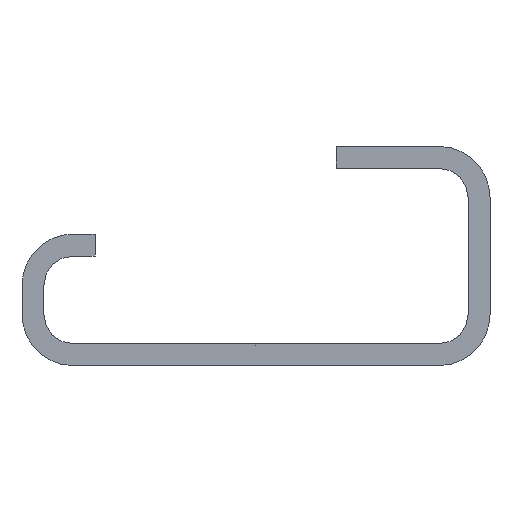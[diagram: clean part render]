
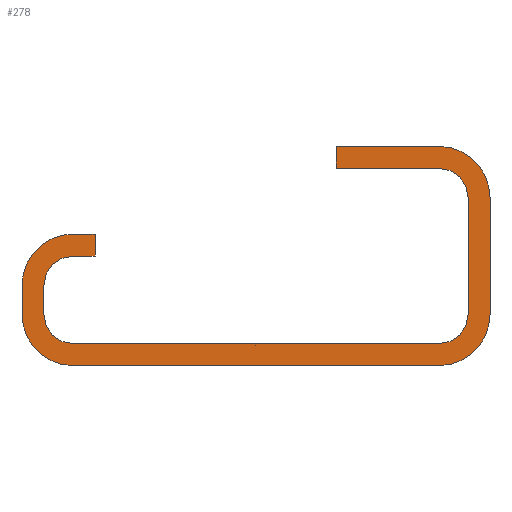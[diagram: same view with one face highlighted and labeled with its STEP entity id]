
A CAD part, left-side view. The second image highlights one B-rep face of the part: STEP entity #278.
In plain terms, the highlighted planar face has unit normal (-1, 0, 0).
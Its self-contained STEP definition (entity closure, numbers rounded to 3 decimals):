
#88=AXIS2_PLACEMENT_3D('Circle Axis2P3D',#86,#87,$) ;
#106=AXIS2_PLACEMENT_3D('Plane Axis2P3D',#103,#104,#105) ;
#133=AXIS2_PLACEMENT_3D('Circle Axis2P3D',#131,#132,$) ;
#147=AXIS2_PLACEMENT_3D('Circle Axis2P3D',#145,#146,$) ;
#175=AXIS2_PLACEMENT_3D('Circle Axis2P3D',#173,#174,$) ;
#189=AXIS2_PLACEMENT_3D('Circle Axis2P3D',#187,#188,$) ;
#201=AXIS2_PLACEMENT_3D('Circle Axis2P3D',#199,#200,$) ;
#229=AXIS2_PLACEMENT_3D('Circle Axis2P3D',#227,#228,$) ;
#243=AXIS2_PLACEMENT_3D('Circle Axis2P3D',#241,#242,$) ;
#41=CARTESIAN_POINT('Vertex',(0.,3.5,0.)) ;
#46=CARTESIAN_POINT('Line Origine',(0.,16.,0.)) ;
#50=CARTESIAN_POINT('Vertex',(0.,28.5,0.)) ;
#81=CARTESIAN_POINT('Vertex',(0.,0.,3.5)) ;
#86=CARTESIAN_POINT('Axis2P3D Location',(0.,3.5,3.5)) ;
#103=CARTESIAN_POINT('Axis2P3D Location',(0.,0.,0.)) ;
#108=CARTESIAN_POINT('Line Origine',(0.,15.965,1.45)) ;
#112=CARTESIAN_POINT('Vertex',(0.,16.,1.4)) ;
#114=CARTESIAN_POINT('Vertex',(0.,15.93,1.5)) ;
#117=CARTESIAN_POINT('Line Origine',(0.,16.035,1.45)) ;
#121=CARTESIAN_POINT('Vertex',(0.,16.07,1.5)) ;
#124=CARTESIAN_POINT('Line Origine',(0.,22.285,1.5)) ;
#128=CARTESIAN_POINT('Vertex',(0.,28.5,1.5)) ;
#131=CARTESIAN_POINT('Axis2P3D Location',(0.,28.5,3.5)) ;
#135=CARTESIAN_POINT('Vertex',(0.,30.5,3.5)) ;
#138=CARTESIAN_POINT('Line Origine',(0.,30.5,4.5)) ;
#142=CARTESIAN_POINT('Vertex',(0.,30.5,5.5)) ;
#145=CARTESIAN_POINT('Axis2P3D Location',(0.,28.5,5.5)) ;
#149=CARTESIAN_POINT('Vertex',(0.,28.5,7.5)) ;
#152=CARTESIAN_POINT('Line Origine',(0.,27.75,7.5)) ;
#156=CARTESIAN_POINT('Vertex',(0.,27.,7.5)) ;
#159=CARTESIAN_POINT('Line Origine',(0.,27.,8.25)) ;
#163=CARTESIAN_POINT('Vertex',(0.,27.,9.)) ;
#166=CARTESIAN_POINT('Line Origine',(0.,27.75,9.)) ;
#170=CARTESIAN_POINT('Vertex',(0.,28.5,9.)) ;
#173=CARTESIAN_POINT('Axis2P3D Location',(0.,28.5,5.5)) ;
#177=CARTESIAN_POINT('Vertex',(0.,32.,5.5)) ;
#180=CARTESIAN_POINT('Line Origine',(0.,32.,4.5)) ;
#184=CARTESIAN_POINT('Vertex',(0.,32.,3.5)) ;
#187=CARTESIAN_POINT('Axis2P3D Location',(0.,28.5,3.5)) ;
#192=CARTESIAN_POINT('Line Origine',(0.,0.,7.5)) ;
#196=CARTESIAN_POINT('Vertex',(0.,0.,11.5)) ;
#199=CARTESIAN_POINT('Axis2P3D Location',(0.,3.5,11.5)) ;
#203=CARTESIAN_POINT('Vertex',(0.,3.5,15.)) ;
#206=CARTESIAN_POINT('Line Origine',(0.,7.,15.)) ;
#210=CARTESIAN_POINT('Vertex',(0.,10.5,15.)) ;
#213=CARTESIAN_POINT('Line Origine',(0.,10.5,14.25)) ;
#217=CARTESIAN_POINT('Vertex',(0.,10.5,13.5)) ;
#220=CARTESIAN_POINT('Line Origine',(0.,7.,13.5)) ;
#224=CARTESIAN_POINT('Vertex',(0.,3.5,13.5)) ;
#227=CARTESIAN_POINT('Axis2P3D Location',(0.,3.5,11.5)) ;
#231=CARTESIAN_POINT('Vertex',(0.,1.5,11.5)) ;
#234=CARTESIAN_POINT('Line Origine',(0.,1.5,7.5)) ;
#238=CARTESIAN_POINT('Vertex',(0.,1.5,3.5)) ;
#241=CARTESIAN_POINT('Axis2P3D Location',(0.,3.5,3.5)) ;
#245=CARTESIAN_POINT('Vertex',(0.,3.5,1.5)) ;
#248=CARTESIAN_POINT('Line Origine',(0.,9.715,1.5)) ;
#47=DIRECTION('Vector Direction',(0.,1.,0.)) ;
#87=DIRECTION('Axis2P3D Direction',(1.,0.,0.)) ;
#104=DIRECTION('Axis2P3D Direction',(1.,0.,0.)) ;
#105=DIRECTION('Axis2P3D XDirection',(0.,1.,0.)) ;
#109=DIRECTION('Vector Direction',(0.,-0.574,0.819)) ;
#118=DIRECTION('Vector Direction',(0.,-0.574,-0.819)) ;
#125=DIRECTION('Vector Direction',(0.,-1.,0.)) ;
#132=DIRECTION('Axis2P3D Direction',(1.,0.,0.)) ;
#139=DIRECTION('Vector Direction',(0.,0.,-1.)) ;
#146=DIRECTION('Axis2P3D Direction',(1.,0.,0.)) ;
#153=DIRECTION('Vector Direction',(0.,1.,0.)) ;
#160=DIRECTION('Vector Direction',(0.,0.,-1.)) ;
#167=DIRECTION('Vector Direction',(0.,-1.,0.)) ;
#174=DIRECTION('Axis2P3D Direction',(1.,0.,0.)) ;
#181=DIRECTION('Vector Direction',(0.,0.,1.)) ;
#188=DIRECTION('Axis2P3D Direction',(1.,0.,0.)) ;
#193=DIRECTION('Vector Direction',(0.,0.,-1.)) ;
#200=DIRECTION('Axis2P3D Direction',(1.,0.,0.)) ;
#207=DIRECTION('Vector Direction',(0.,-1.,0.)) ;
#214=DIRECTION('Vector Direction',(0.,0.,1.)) ;
#221=DIRECTION('Vector Direction',(0.,1.,0.)) ;
#228=DIRECTION('Axis2P3D Direction',(1.,0.,0.)) ;
#235=DIRECTION('Vector Direction',(0.,0.,1.)) ;
#242=DIRECTION('Axis2P3D Direction',(1.,0.,0.)) ;
#249=DIRECTION('Vector Direction',(0.,-1.,0.)) ;
#48=VECTOR('Line Direction',#47,1.) ;
#110=VECTOR('Line Direction',#109,1.) ;
#119=VECTOR('Line Direction',#118,1.) ;
#126=VECTOR('Line Direction',#125,1.) ;
#140=VECTOR('Line Direction',#139,1.) ;
#154=VECTOR('Line Direction',#153,1.) ;
#161=VECTOR('Line Direction',#160,1.) ;
#168=VECTOR('Line Direction',#167,1.) ;
#182=VECTOR('Line Direction',#181,1.) ;
#194=VECTOR('Line Direction',#193,1.) ;
#208=VECTOR('Line Direction',#207,1.) ;
#215=VECTOR('Line Direction',#214,1.) ;
#222=VECTOR('Line Direction',#221,1.) ;
#236=VECTOR('Line Direction',#235,1.) ;
#250=VECTOR('Line Direction',#249,1.) ;
#254=ORIENTED_EDGE('',*,*,#116,.F.) ;
#255=ORIENTED_EDGE('',*,*,#123,.F.) ;
#256=ORIENTED_EDGE('',*,*,#130,.F.) ;
#257=ORIENTED_EDGE('',*,*,#137,.F.) ;
#258=ORIENTED_EDGE('',*,*,#144,.F.) ;
#259=ORIENTED_EDGE('',*,*,#151,.F.) ;
#260=ORIENTED_EDGE('',*,*,#158,.F.) ;
#261=ORIENTED_EDGE('',*,*,#165,.F.) ;
#262=ORIENTED_EDGE('',*,*,#172,.F.) ;
#263=ORIENTED_EDGE('',*,*,#179,.F.) ;
#264=ORIENTED_EDGE('',*,*,#186,.F.) ;
#265=ORIENTED_EDGE('',*,*,#191,.F.) ;
#266=ORIENTED_EDGE('',*,*,#52,.F.) ;
#267=ORIENTED_EDGE('',*,*,#90,.F.) ;
#268=ORIENTED_EDGE('',*,*,#198,.F.) ;
#269=ORIENTED_EDGE('',*,*,#205,.F.) ;
#270=ORIENTED_EDGE('',*,*,#212,.F.) ;
#271=ORIENTED_EDGE('',*,*,#219,.F.) ;
#272=ORIENTED_EDGE('',*,*,#226,.F.) ;
#273=ORIENTED_EDGE('',*,*,#233,.F.) ;
#274=ORIENTED_EDGE('',*,*,#240,.F.) ;
#275=ORIENTED_EDGE('',*,*,#247,.F.) ;
#276=ORIENTED_EDGE('',*,*,#252,.F.) ;
#278=ADVANCED_FACE('K\X2\00F6\X0\rper.3',(#277),#107,.F.) ;
#89=CIRCLE('generated circle',#88,3.5) ;
#134=CIRCLE('generated circle',#133,2.) ;
#148=CIRCLE('generated circle',#147,2.) ;
#176=CIRCLE('generated circle',#175,3.5) ;
#190=CIRCLE('generated circle',#189,3.5) ;
#202=CIRCLE('generated circle',#201,3.5) ;
#230=CIRCLE('generated circle',#229,2.) ;
#244=CIRCLE('generated circle',#243,2.) ;
#52=EDGE_CURVE('',#42,#51,#49,.T.) ;
#90=EDGE_CURVE('',#82,#42,#89,.T.) ;
#116=EDGE_CURVE('',#113,#115,#111,.T.) ;
#123=EDGE_CURVE('',#122,#113,#120,.T.) ;
#130=EDGE_CURVE('',#129,#122,#127,.T.) ;
#137=EDGE_CURVE('',#136,#129,#134,.F.) ;
#144=EDGE_CURVE('',#143,#136,#141,.T.) ;
#151=EDGE_CURVE('',#150,#143,#148,.F.) ;
#158=EDGE_CURVE('',#157,#150,#155,.T.) ;
#165=EDGE_CURVE('',#164,#157,#162,.T.) ;
#172=EDGE_CURVE('',#171,#164,#169,.T.) ;
#179=EDGE_CURVE('',#178,#171,#176,.T.) ;
#186=EDGE_CURVE('',#185,#178,#183,.T.) ;
#191=EDGE_CURVE('',#51,#185,#190,.T.) ;
#198=EDGE_CURVE('',#197,#82,#195,.T.) ;
#205=EDGE_CURVE('',#204,#197,#202,.T.) ;
#212=EDGE_CURVE('',#211,#204,#209,.T.) ;
#219=EDGE_CURVE('',#218,#211,#216,.T.) ;
#226=EDGE_CURVE('',#225,#218,#223,.T.) ;
#233=EDGE_CURVE('',#232,#225,#230,.F.) ;
#240=EDGE_CURVE('',#239,#232,#237,.T.) ;
#247=EDGE_CURVE('',#246,#239,#244,.F.) ;
#252=EDGE_CURVE('',#115,#246,#251,.T.) ;
#253=EDGE_LOOP('',(#254,#255,#256,#257,#258,#259,#260,#261,#262,#263,#264,#265,#266,#267,#268,#269,#270,#271,#272,#273,#274,#275,#276)) ;
#277=FACE_OUTER_BOUND('',#253,.T.) ;
#49=LINE('Line',#46,#48) ;
#111=LINE('Line',#108,#110) ;
#120=LINE('Line',#117,#119) ;
#127=LINE('Line',#124,#126) ;
#141=LINE('Line',#138,#140) ;
#155=LINE('Line',#152,#154) ;
#162=LINE('Line',#159,#161) ;
#169=LINE('Line',#166,#168) ;
#183=LINE('Line',#180,#182) ;
#195=LINE('Line',#192,#194) ;
#209=LINE('Line',#206,#208) ;
#216=LINE('Line',#213,#215) ;
#223=LINE('Line',#220,#222) ;
#237=LINE('Line',#234,#236) ;
#251=LINE('Line',#248,#250) ;
#107=PLANE('',#106) ;
#42=VERTEX_POINT('',#41) ;
#51=VERTEX_POINT('',#50) ;
#82=VERTEX_POINT('',#81) ;
#113=VERTEX_POINT('',#112) ;
#115=VERTEX_POINT('',#114) ;
#122=VERTEX_POINT('',#121) ;
#129=VERTEX_POINT('',#128) ;
#136=VERTEX_POINT('',#135) ;
#143=VERTEX_POINT('',#142) ;
#150=VERTEX_POINT('',#149) ;
#157=VERTEX_POINT('',#156) ;
#164=VERTEX_POINT('',#163) ;
#171=VERTEX_POINT('',#170) ;
#178=VERTEX_POINT('',#177) ;
#185=VERTEX_POINT('',#184) ;
#197=VERTEX_POINT('',#196) ;
#204=VERTEX_POINT('',#203) ;
#211=VERTEX_POINT('',#210) ;
#218=VERTEX_POINT('',#217) ;
#225=VERTEX_POINT('',#224) ;
#232=VERTEX_POINT('',#231) ;
#239=VERTEX_POINT('',#238) ;
#246=VERTEX_POINT('',#245) ;
